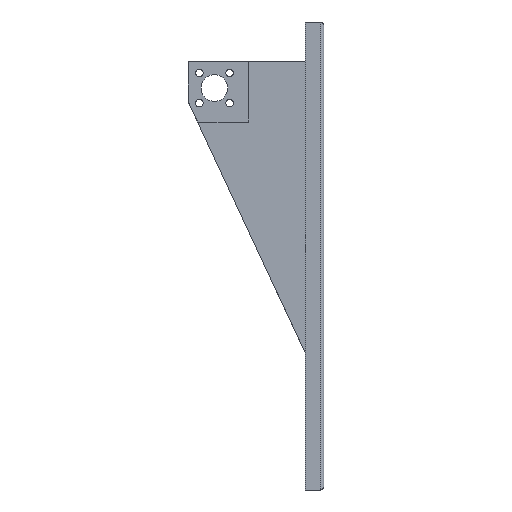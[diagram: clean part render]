
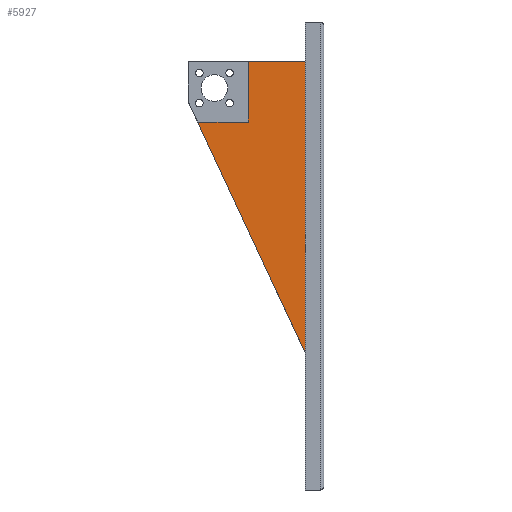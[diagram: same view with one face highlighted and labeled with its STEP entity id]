
A CAD part, left-side view. The second image highlights one B-rep face of the part: STEP entity #5927.
In plain terms, the highlighted planar face has unit normal (-1, 0, 0).
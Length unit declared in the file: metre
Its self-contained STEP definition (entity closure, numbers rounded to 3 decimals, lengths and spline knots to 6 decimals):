
#279=LINE('',#9706,#737);
#299=LINE('',#9764,#757);
#300=LINE('',#9767,#758);
#301=LINE('',#9769,#759);
#302=LINE('',#9771,#760);
#303=LINE('',#9773,#761);
#304=LINE('',#9774,#762);
#737=VECTOR('',#7534,1.);
#757=VECTOR('',#7594,1.);
#758=VECTOR('',#7595,1.);
#759=VECTOR('',#7596,1.);
#760=VECTOR('',#7597,1.);
#761=VECTOR('',#7598,1.);
#762=VECTOR('',#7599,1.);
#1055=PLANE('',#6454);
#1509=ORIENTED_EDGE('',*,*,#3274,.F.);
#1510=ORIENTED_EDGE('',*,*,#3275,.T.);
#1511=ORIENTED_EDGE('',*,*,#3276,.T.);
#1512=ORIENTED_EDGE('',*,*,#3277,.F.);
#1513=ORIENTED_EDGE('',*,*,#3278,.T.);
#1514=ORIENTED_EDGE('',*,*,#3247,.T.);
#1515=ORIENTED_EDGE('',*,*,#3279,.T.);
#3247=EDGE_CURVE('',#4140,#4139,#279,.T.);
#3274=EDGE_CURVE('',#4158,#4159,#299,.T.);
#3275=EDGE_CURVE('',#4158,#4160,#300,.T.);
#3276=EDGE_CURVE('',#4160,#4161,#301,.F.);
#3277=EDGE_CURVE('',#4162,#4161,#302,.T.);
#3278=EDGE_CURVE('',#4162,#4140,#303,.T.);
#3279=EDGE_CURVE('',#4139,#4159,#304,.T.);
#4139=VERTEX_POINT('',#9705);
#4140=VERTEX_POINT('',#9707);
#4158=VERTEX_POINT('',#9765);
#4159=VERTEX_POINT('',#9766);
#4160=VERTEX_POINT('',#9768);
#4161=VERTEX_POINT('',#9770);
#4162=VERTEX_POINT('',#9772);
#4901=EDGE_LOOP('',(#1509,#1510,#1511,#1512,#1513,#1514,#1515));
#5353=FACE_BOUND('',#4901,.T.);
#5927=ADVANCED_FACE('',(#5353),#1055,.F.);
#6454=AXIS2_PLACEMENT_3D('',#9763,#7592,#7593);
#7534=DIRECTION('',(0.,0.,1.));
#7592=DIRECTION('',(1.,0.,0.));
#7593=DIRECTION('',(0.,1.,0.));
#7594=DIRECTION('',(0.,0.,1.));
#7595=DIRECTION('',(0.,1.,0.));
#7596=DIRECTION('',(0.,0.423,0.906));
#7597=DIRECTION('',(0.,1.,0.));
#7598=DIRECTION('',(0.,0.,1.));
#7599=DIRECTION('',(0.,1.,0.));
#9705=CARTESIAN_POINT('',(-0.057168,0.,0.129));
#9706=CARTESIAN_POINT('',(-0.057168,0.,0.1));
#9707=CARTESIAN_POINT('',(-0.057168,0.,-0.004833));
#9763=CARTESIAN_POINT('',(-0.057168,0.029014,0.1));
#9764=CARTESIAN_POINT('',(-0.057168,0.030029,0.097));
#9765=CARTESIAN_POINT('',(-0.057168,0.030029,0.097));
#9766=CARTESIAN_POINT('',(-0.057168,0.030029,0.129));
#9767=CARTESIAN_POINT('',(-0.057168,0.029014,0.097));
#9768=CARTESIAN_POINT('',(-0.057168,0.056899,0.097));
#9769=CARTESIAN_POINT('',(-0.057168,0.062029,0.108));
#9770=CARTESIAN_POINT('',(-0.057168,0.00001,-0.025));
#9771=CARTESIAN_POINT('',(-0.057168,0.058029,-0.025));
#9772=CARTESIAN_POINT('',(-0.057168,0.,-0.025));
#9773=CARTESIAN_POINT('',(-0.057168,0.,-0.025));
#9774=CARTESIAN_POINT('',(-0.057168,0.029014,0.129));
